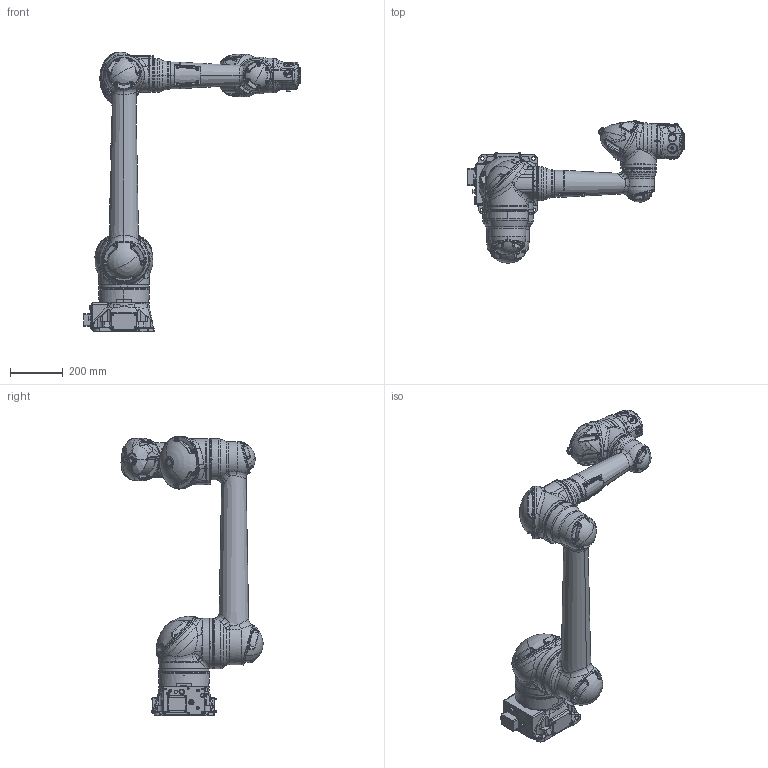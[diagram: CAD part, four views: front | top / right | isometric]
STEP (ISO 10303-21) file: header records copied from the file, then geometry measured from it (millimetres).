
FILE_DESCRIPTION((''),'2;1');
FILE_NAME('ASSY_VIEW_YR-1-06VXCP10-B00_ASM','2021-06-29T',('kbkn19'),('YASKAWA ELECTRIC CORPORATION'),'PRO/ENGINEER BY PARAMETRIC TECHNOLOGY CORPORATION, 2015030','PRO/ENGINEER BY PARAMETRIC TECHNOLOGY CORPORATION, 2015030','');
FILE_SCHEMA(('CONFIG_CONTROL_DESIGN'));
Products named in the file (8): BASE_VIEW_YR-1-06VXCP10-B00; S_VIEW_YR-1-06VXCP10-B00; L_VIEW_YR-1-06VXCP10-B00; U_VIEW_YR-1-06VXCP10-B00; R_VIEW_YR-1-06VXCP10-B00; B_VIEW_YR-1-06VXCP10-B00; T_VIEW_YR-1-06VXCP10-B00; ASSY_VIEW_YR-1-06VXCP10-B00_ASM
Assembly tree (7 placements, depth 2):
  ASSY_VIEW_YR-1-06VXCP10-B00_ASM
    BASE_VIEW_YR-1-06VXCP10-B00
    S_VIEW_YR-1-06VXCP10-B00
    L_VIEW_YR-1-06VXCP10-B00
    U_VIEW_YR-1-06VXCP10-B00
    R_VIEW_YR-1-06VXCP10-B00
    B_VIEW_YR-1-06VXCP10-B00
    T_VIEW_YR-1-06VXCP10-B00
Bounding box: 822 x 540.45 x 1063.5 mm (x, y, z)
Volume: 35538982.5 mm3; surface area: 1552712.3 mm2
Topology: 7 solids, 30 shells, 3977 faces, 9713 edges, 5912 vertices
Faces by surface type: bspline 1068, plane 1034, cylinder 988, cone 467, torus 390, sphere 28, extrusion 2
Entity records: 196370 total; most frequent: CARTESIAN_POINT 109346, ORIENTED_EDGE 19294, DIRECTION 16613, EDGE_CURVE 9671, AXIS2_PLACEMENT_3D 6809, VERTEX_POINT 5912, EDGE_LOOP 4197, FACE_OUTER_BOUND 3977
